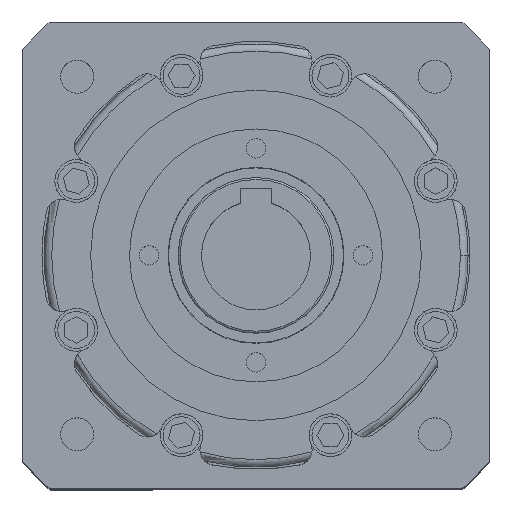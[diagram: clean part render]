
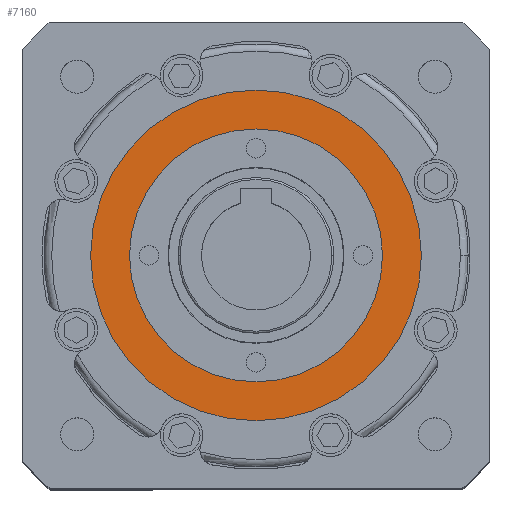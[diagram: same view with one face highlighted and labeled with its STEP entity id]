
A CAD part, top view. The second image highlights one B-rep face of the part: STEP entity #7160.
In plain terms, the highlighted planar face has unit normal (0, 0, 1).
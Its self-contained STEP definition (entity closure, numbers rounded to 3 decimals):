
#51 = PLANE ( 'NONE',  #10710 ) ;
#229 = EDGE_LOOP ( 'NONE', ( #11074, #10168 ) ) ;
#482 = CARTESIAN_POINT ( 'NONE',  ( 42.5, 0., 125.9 ) ) ;
#2489 = EDGE_CURVE ( 'NONE', #11175, #4502, #10547, .T. ) ;
#3058 = DIRECTION ( 'NONE',  ( 0., 0., 1. ) ) ;
#3178 = CIRCLE ( 'NONE', #5025, 42.5 ) ;
#3283 = CARTESIAN_POINT ( 'NONE',  ( 0., 0., 125.9 ) ) ;
#3407 = CARTESIAN_POINT ( 'NONE',  ( 0., 0., 125.9 ) ) ;
#3436 = ORIENTED_EDGE ( 'NONE', *, *, #2489, .T. ) ;
#4171 = CARTESIAN_POINT ( 'NONE',  ( 32.5, 0., 125.9 ) ) ;
#4238 = DIRECTION ( 'NONE',  ( 1., 0., 0. ) ) ;
#4280 = CARTESIAN_POINT ( 'NONE',  ( -42.5, 0., 125.9 ) ) ;
#4335 = EDGE_CURVE ( 'NONE', #8282, #8515, #5242, .T. ) ;
#4343 = DIRECTION ( 'NONE',  ( 1., 0., 0. ) ) ;
#4502 = VERTEX_POINT ( 'NONE', #482 ) ;
#4790 = CARTESIAN_POINT ( 'NONE',  ( 0., 0., 125.9 ) ) ;
#4960 = CARTESIAN_POINT ( 'NONE',  ( 0., 0., 125.9 ) ) ;
#5025 = AXIS2_PLACEMENT_3D ( 'NONE', #3407, #9727, #4343 ) ;
#5242 = CIRCLE ( 'NONE', #8134, 32.5 ) ;
#5632 = FACE_BOUND ( 'NONE', #229, .T. ) ;
#5665 = DIRECTION ( 'NONE',  ( 1., 0., 0. ) ) ;
#5837 = DIRECTION ( 'NONE',  ( 1., 0., 0. ) ) ;
#6302 = AXIS2_PLACEMENT_3D ( 'NONE', #3283, #9608, #4238 ) ;
#7160 = ADVANCED_FACE ( 'NONE', ( #5632, #10146 ), #51, .T. ) ;
#8038 = EDGE_CURVE ( 'NONE', #4502, #11175, #3178, .T. ) ;
#8134 = AXIS2_PLACEMENT_3D ( 'NONE', #4960, #11228, #5837 ) ;
#8282 = VERTEX_POINT ( 'NONE', #10112 ) ;
#8499 = CARTESIAN_POINT ( 'NONE',  ( 0., 0., 125.9 ) ) ;
#8515 = VERTEX_POINT ( 'NONE', #4171 ) ;
#8800 = EDGE_CURVE ( 'NONE', #8515, #8282, #10092, .T. ) ;
#9392 = DIRECTION ( 'NONE',  ( 1., 0., 0. ) ) ;
#9608 = DIRECTION ( 'NONE',  ( 0., 0., 1. ) ) ;
#9727 = DIRECTION ( 'NONE',  ( 0., 0., 1. ) ) ;
#9992 = ORIENTED_EDGE ( 'NONE', *, *, #8038, .T. ) ;
#10092 = CIRCLE ( 'NONE', #11586, 32.5 ) ;
#10112 = CARTESIAN_POINT ( 'NONE',  ( -32.5, 0., 125.9 ) ) ;
#10146 = FACE_OUTER_BOUND ( 'NONE', #10376, .T. ) ;
#10168 = ORIENTED_EDGE ( 'NONE', *, *, #4335, .F. ) ;
#10376 = EDGE_LOOP ( 'NONE', ( #9992, #3436 ) ) ;
#10547 = CIRCLE ( 'NONE', #6302, 42.5 ) ;
#10710 = AXIS2_PLACEMENT_3D ( 'NONE', #4790, #11050, #5665 ) ;
#11050 = DIRECTION ( 'NONE',  ( 0., 0., 1. ) ) ;
#11074 = ORIENTED_EDGE ( 'NONE', *, *, #8800, .F. ) ;
#11175 = VERTEX_POINT ( 'NONE', #4280 ) ;
#11228 = DIRECTION ( 'NONE',  ( 0., 0., 1. ) ) ;
#11586 = AXIS2_PLACEMENT_3D ( 'NONE', #8499, #3058, #9392 ) ;
